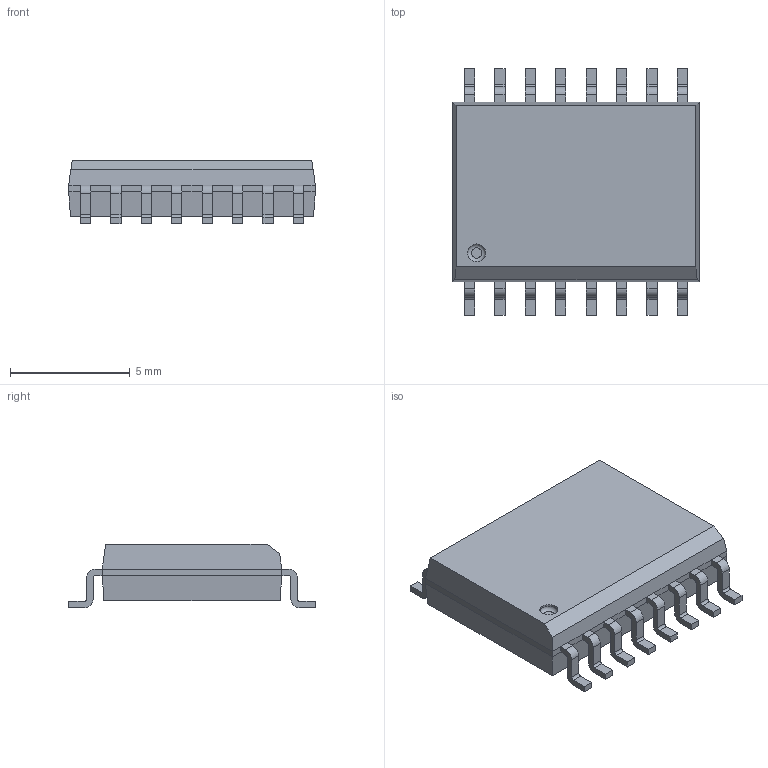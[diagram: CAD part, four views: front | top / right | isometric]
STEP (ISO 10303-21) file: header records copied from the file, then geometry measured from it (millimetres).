
FILE_DESCRIPTION(/* description */ (''),/* implementation_level */ '2;1');
FILE_NAME(/* name */ 'SOIC-16L.step',/* time_stamp */ '2020-09-11T12:38:18-05:00',/* author */ (''),/* organization */ (''),/* preprocessor_version */ 'ST-DEVELOPER v18.1',/* originating_system */ 'Autodesk Translation Framework v9.3.0.1241',/* authorisation */ '');
FILE_SCHEMA (('AUTOMOTIVE_DESIGN { 1 0 10303 214 3 1 1 }'));
Length unit declared in the file: millimetre
Products named in the file (1): SOIC-16L
Bounding box: 10.3 x 10.3 x 2.65 mm (x, y, z)
Volume: 181.1 mm3; surface area: 284.5 mm2
Topology: 1 solids, 1 shells, 242 faces, 644 edges, 405 vertices
Faces by surface type: plane 176, cylinder 65, torus 1
Full cylindrical faces by diameter (mm): 0.75 x1
Entity records: 7477 total; most frequent: CARTESIAN_POINT 1292, ORIENTED_EDGE 1288, DIRECTION 1262, EDGE_CURVE 644, LINE 512, VECTOR 512, VERTEX_POINT 405, AXIS2_PLACEMENT_3D 375
